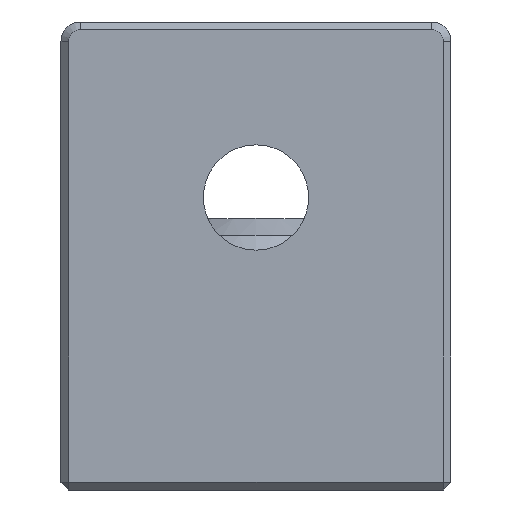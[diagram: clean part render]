
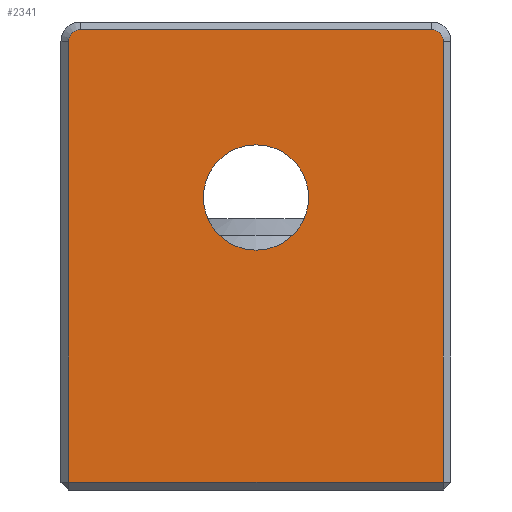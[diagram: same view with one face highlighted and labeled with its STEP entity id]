
A CAD part, left-side view. The second image highlights one B-rep face of the part: STEP entity #2341.
In plain terms, the highlighted planar face has unit normal (-1, 0, 0).
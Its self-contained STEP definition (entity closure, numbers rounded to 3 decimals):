
#33=FACE_BOUND('',#366,.T.);
#73=PLANE('',#2546);
#222=FACE_OUTER_BOUND('',#365,.T.);
#365=EDGE_LOOP('',(#1897,#1898,#1899,#1900,#1901,#1902));
#366=EDGE_LOOP('',(#1903));
#458=CIRCLE('',#2485,2.7);
#474=CIRCLE('',#2530,0.6);
#476=CIRCLE('',#2534,0.6);
#702=LINE('',#4625,#867);
#705=LINE('',#4631,#870);
#710=LINE('',#4644,#875);
#713=LINE('',#4653,#878);
#867=VECTOR('',#2960,10.);
#870=VECTOR('',#2965,10.);
#875=VECTOR('',#2978,10.);
#878=VECTOR('',#2989,10.);
#1030=VERTEX_POINT('',#4429);
#1069=VERTEX_POINT('',#4611);
#1074=VERTEX_POINT('',#4621);
#1076=VERTEX_POINT('',#4629);
#1078=VERTEX_POINT('',#4636);
#1080=VERTEX_POINT('',#4642);
#1082=VERTEX_POINT('',#4648);
#1288=EDGE_CURVE('',#1030,#1030,#458,.T.);
#1362=EDGE_CURVE('',#1069,#1074,#702,.T.);
#1365=EDGE_CURVE('',#1076,#1069,#705,.T.);
#1369=EDGE_CURVE('',#1078,#1076,#474,.T.);
#1372=EDGE_CURVE('',#1080,#1078,#710,.T.);
#1375=EDGE_CURVE('',#1082,#1080,#476,.T.);
#1377=EDGE_CURVE('',#1074,#1082,#713,.T.);
#1897=ORIENTED_EDGE('',*,*,#1362,.F.);
#1898=ORIENTED_EDGE('',*,*,#1365,.F.);
#1899=ORIENTED_EDGE('',*,*,#1369,.F.);
#1900=ORIENTED_EDGE('',*,*,#1372,.F.);
#1901=ORIENTED_EDGE('',*,*,#1375,.F.);
#1902=ORIENTED_EDGE('',*,*,#1377,.F.);
#1903=ORIENTED_EDGE('',*,*,#1288,.T.);
#2341=ADVANCED_FACE('',(#222,#33),#73,.T.);
#2485=AXIS2_PLACEMENT_3D('',#4431,#2822,#2823);
#2530=AXIS2_PLACEMENT_3D('',#4638,#2972,#2973);
#2534=AXIS2_PLACEMENT_3D('',#4650,#2984,#2985);
#2546=AXIS2_PLACEMENT_3D('',#4682,#3021,#3022);
#2822=DIRECTION('center_axis',(1.,0.,0.));
#2823=DIRECTION('ref_axis',(0.,1.,0.));
#2960=DIRECTION('',(0.,1.,0.));
#2965=DIRECTION('',(0.,0.,-1.));
#2972=DIRECTION('center_axis',(1.,0.,0.));
#2973=DIRECTION('ref_axis',(0.,-0.707,0.707));
#2978=DIRECTION('',(0.,-1.,0.));
#2984=DIRECTION('center_axis',(1.,0.,0.));
#2985=DIRECTION('ref_axis',(0.,0.707,0.707));
#2989=DIRECTION('',(0.,0.,1.));
#3021=DIRECTION('center_axis',(-1.,0.,0.));
#3022=DIRECTION('ref_axis',(0.,-1.,0.));
#4429=CARTESIAN_POINT('',(-50.,-2.7,15.));
#4431=CARTESIAN_POINT('Origin',(-50.,0.,15.));
#4611=CARTESIAN_POINT('',(-50.,-9.6,0.4));
#4621=CARTESIAN_POINT('',(-50.,9.6,0.4));
#4625=CARTESIAN_POINT('',(-50.,5.,0.4));
#4629=CARTESIAN_POINT('',(-50.,-9.6,23.));
#4631=CARTESIAN_POINT('',(-50.,-9.6,0.));
#4636=CARTESIAN_POINT('',(-50.,-9.,23.6));
#4638=CARTESIAN_POINT('Origin',(-50.,-9.,23.));
#4642=CARTESIAN_POINT('',(-50.,9.,23.6));
#4644=CARTESIAN_POINT('',(-50.,5.,23.6));
#4648=CARTESIAN_POINT('',(-50.,9.6,23.));
#4650=CARTESIAN_POINT('Origin',(-50.,9.,23.));
#4653=CARTESIAN_POINT('',(-50.,9.6,0.));
#4682=CARTESIAN_POINT('Origin',(-50.,10.,0.));
